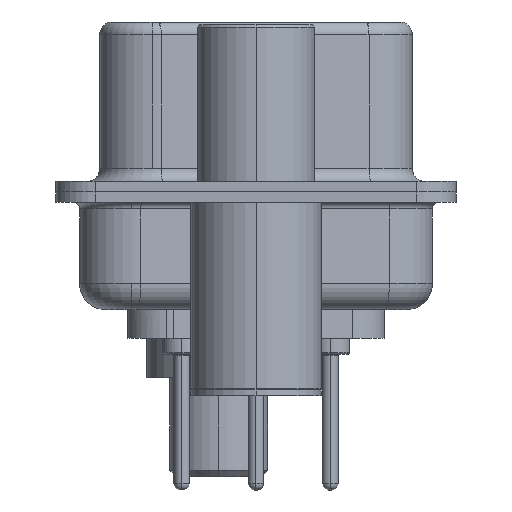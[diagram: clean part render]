
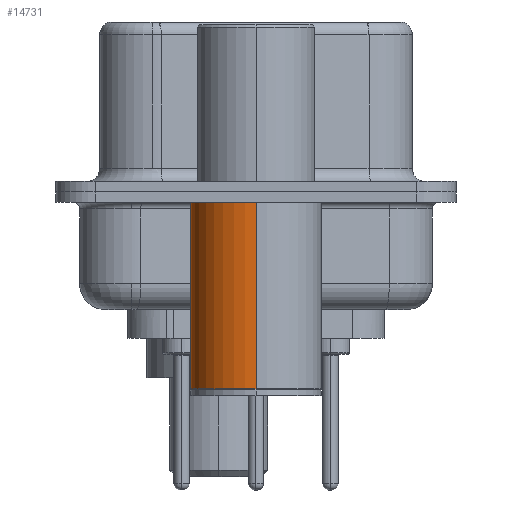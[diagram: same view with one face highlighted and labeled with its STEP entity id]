
A CAD part, left-side view. The second image highlights one B-rep face of the part: STEP entity #14731.
In plain terms, the highlighted cylindrical face has radius 2.5 mm (diameter 5 mm), a partial arc.
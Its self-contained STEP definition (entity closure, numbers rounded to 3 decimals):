
#285 = CARTESIAN_POINT ( 'NONE',  ( 0., 0., 0.581 ) ) ;
#1195 = CARTESIAN_POINT ( 'NONE',  ( 2.5, 0., -0.4 ) ) ;
#1246 = VECTOR ( 'NONE', #35590, 1000. ) ;
#2880 = DIRECTION ( 'NONE',  ( 0., 0., 1. ) ) ;
#4228 = EDGE_CURVE ( 'NONE', #22080, #21962, #25570, .T. ) ;
#4600 = EDGE_LOOP ( 'NONE', ( #26997, #32278, #31435, #21581 ) ) ;
#5740 = DIRECTION ( 'NONE',  ( 0., 0., 1. ) ) ;
#5919 = VERTEX_POINT ( 'NONE', #1195 ) ;
#6575 = DIRECTION ( 'NONE',  ( 0., 0., 1. ) ) ;
#8905 = DIRECTION ( 'NONE',  ( 1., 0., 0. ) ) ;
#10135 = CYLINDRICAL_SURFACE ( 'NONE', #17310, 2.5 ) ;
#10323 = EDGE_CURVE ( 'NONE', #28526, #22080, #34097, .T. ) ;
#14731 = ADVANCED_FACE ( 'NONE', ( #19820 ), #10135, .T. ) ;
#16703 = CARTESIAN_POINT ( 'NONE',  ( 0., 0., -7.525 ) ) ;
#17221 = DIRECTION ( 'NONE',  ( 1., 0., 0. ) ) ;
#17310 = AXIS2_PLACEMENT_3D ( 'NONE', #285, #5740, #17221 ) ;
#17475 = LINE ( 'NONE', #17567, #24113 ) ;
#17567 = CARTESIAN_POINT ( 'NONE',  ( 2.5, 0., 0.581 ) ) ;
#19820 = FACE_OUTER_BOUND ( 'NONE', #4600, .T. ) ;
#19928 = CARTESIAN_POINT ( 'NONE',  ( 0., 0., -0.4 ) ) ;
#21581 = ORIENTED_EDGE ( 'NONE', *, *, #33828, .F. ) ;
#21962 = VERTEX_POINT ( 'NONE', #23636 ) ;
#22080 = VERTEX_POINT ( 'NONE', #35581 ) ;
#22724 = AXIS2_PLACEMENT_3D ( 'NONE', #19928, #2880, #34068 ) ;
#23636 = CARTESIAN_POINT ( 'NONE',  ( -2.5, 0., -0.4 ) ) ;
#24113 = VECTOR ( 'NONE', #6575, 1000. ) ;
#24180 = EDGE_CURVE ( 'NONE', #5919, #21962, #24745, .T. ) ;
#24745 = CIRCLE ( 'NONE', #22724, 2.5 ) ;
#25209 = DIRECTION ( 'NONE',  ( 0., 0., 1. ) ) ;
#25570 = LINE ( 'NONE', #35709, #1246 ) ;
#26997 = ORIENTED_EDGE ( 'NONE', *, *, #10323, .T. ) ;
#28526 = VERTEX_POINT ( 'NONE', #36139 ) ;
#31435 = ORIENTED_EDGE ( 'NONE', *, *, #24180, .F. ) ;
#32278 = ORIENTED_EDGE ( 'NONE', *, *, #4228, .T. ) ;
#33406 = AXIS2_PLACEMENT_3D ( 'NONE', #16703, #25209, #8905 ) ;
#33828 = EDGE_CURVE ( 'NONE', #28526, #5919, #17475, .T. ) ;
#34068 = DIRECTION ( 'NONE',  ( 1., 0., 0. ) ) ;
#34097 = CIRCLE ( 'NONE', #33406, 2.5 ) ;
#35581 = CARTESIAN_POINT ( 'NONE',  ( -2.5, 0., -7.525 ) ) ;
#35590 = DIRECTION ( 'NONE',  ( 0., 0., 1. ) ) ;
#35709 = CARTESIAN_POINT ( 'NONE',  ( -2.5, 0., 0.581 ) ) ;
#36139 = CARTESIAN_POINT ( 'NONE',  ( 2.5, 0., -7.525 ) ) ;
